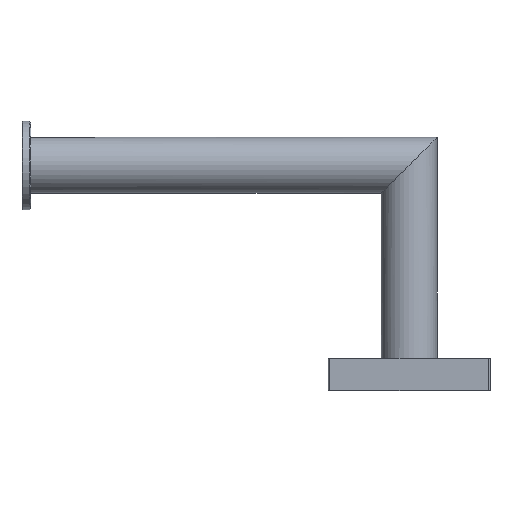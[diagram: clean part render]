
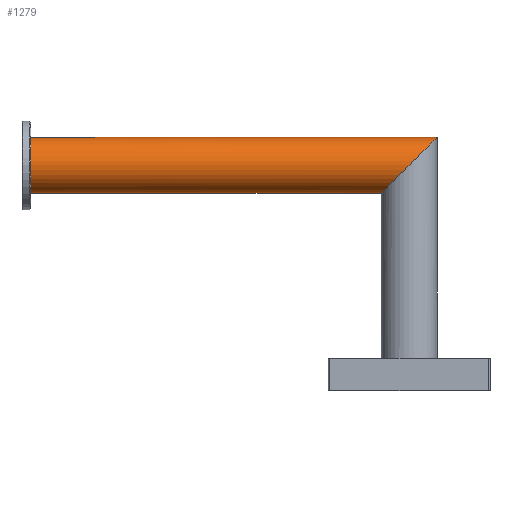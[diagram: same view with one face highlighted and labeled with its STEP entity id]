
A CAD part, top view. The second image highlights one B-rep face of the part: STEP entity #1279.
In plain terms, the highlighted cylindrical face has radius 9.5 mm (diameter 19 mm), a partial arc.
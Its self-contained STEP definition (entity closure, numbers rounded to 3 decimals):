
#218 = CARTESIAN_POINT ( 'NONE',  ( 0., 138., -9.5 ) ) ;
#219 = CARTESIAN_POINT ( 'NONE',  ( 0., 119., 9.5 ) ) ;
#220 = CARTESIAN_POINT ( 'NONE',  ( 0., 0., 9.5 ) ) ;
#243 = CARTESIAN_POINT ( 'NONE',  ( 0., 0., -9.5 ) ) ;
#1097 = FACE_OUTER_BOUND ( 'NONE', #2558, .T. ) ;
#1101 = AXIS2_PLACEMENT_3D ( 'NONE', #2967, #2966, #2965 ) ;
#1218 = CYLINDRICAL_SURFACE ( 'NONE', #1101, 9.5 ) ;
#1279 = ADVANCED_FACE ( 'NONE', ( #1097 ), #1218, .T. ) ;
#1446 = EDGE_CURVE ( 'NONE', #3172, #3197, #2374, .T. ) ;
#1453 = EDGE_CURVE ( 'NONE', #3173, #3174, #2304, .T. ) ;
#1464 = EDGE_CURVE ( 'NONE', #3197, #3174, #4005, .T. ) ;
#1465 = EDGE_CURVE ( 'NONE', #3173, #3172, #3510, .T. ) ;
#2302 = DIRECTION ( 'NONE',  ( 0., -1., 0. ) ) ;
#2303 = CARTESIAN_POINT ( 'NONE',  ( 0., 138., 9.5 ) ) ;
#2304 = LINE ( 'NONE', #2303, #4300 ) ;
#2372 = DIRECTION ( 'NONE',  ( 0., -1., 0. ) ) ;
#2373 = CARTESIAN_POINT ( 'NONE',  ( 0., 138., -9.5 ) ) ;
#2374 = LINE ( 'NONE', #2373, #4306 ) ;
#2558 = EDGE_LOOP ( 'NONE', ( #2923, #2922, #2924, #2931 ) ) ;
#2922 = ORIENTED_EDGE ( 'NONE', *, *, #1465, .T. ) ;
#2923 = ORIENTED_EDGE ( 'NONE', *, *, #1453, .F. ) ;
#2924 = ORIENTED_EDGE ( 'NONE', *, *, #1446, .T. ) ;
#2931 = ORIENTED_EDGE ( 'NONE', *, *, #1464, .T. ) ;
#2965 = DIRECTION ( 'NONE',  ( 0., 0., -1. ) ) ;
#2966 = DIRECTION ( 'NONE',  ( 0., -1., 0. ) ) ;
#2967 = CARTESIAN_POINT ( 'NONE',  ( 0., 138., 0. ) ) ;
#3172 = VERTEX_POINT ( 'NONE', #218 ) ;
#3173 = VERTEX_POINT ( 'NONE', #219 ) ;
#3174 = VERTEX_POINT ( 'NONE', #220 ) ;
#3197 = VERTEX_POINT ( 'NONE', #243 ) ;
#3510 =( BOUNDED_CURVE ( )  B_SPLINE_CURVE ( 3, ( #3900, #3899, #3898, #3897 ),
 .UNSPECIFIED., .F., .F. ) 
 B_SPLINE_CURVE_WITH_KNOTS ( ( 4, 4 ),
 ( 0., 3.142 ),
 .UNSPECIFIED. ) 
 CURVE ( )  GEOMETRIC_REPRESENTATION_ITEM ( )  RATIONAL_B_SPLINE_CURVE ( ( 1., 0.333, 0.333, 1. ) ) 
 REPRESENTATION_ITEM ( '' )  );
#3897 = CARTESIAN_POINT ( 'NONE',  ( 0., 138., -9.5 ) ) ;
#3898 = CARTESIAN_POINT ( 'NONE',  ( -19., 138., -9.5 ) ) ;
#3899 = CARTESIAN_POINT ( 'NONE',  ( -19., 119., 9.5 ) ) ;
#3900 = CARTESIAN_POINT ( 'NONE',  ( 0., 119., 9.5 ) ) ;
#3901 = DIRECTION ( 'NONE',  ( 0., 0., 1. ) ) ;
#3902 = DIRECTION ( 'NONE',  ( 0., 1., 0. ) ) ;
#3906 = CARTESIAN_POINT ( 'NONE',  ( 0., 0., 0. ) ) ;
#4005 = CIRCLE ( 'NONE', #4292, 9.5 ) ;
#4292 = AXIS2_PLACEMENT_3D ( 'NONE', #3906, #3902, #3901 ) ;
#4300 = VECTOR ( 'NONE', #2302, 1000. ) ;
#4306 = VECTOR ( 'NONE', #2372, 1000. ) ;
